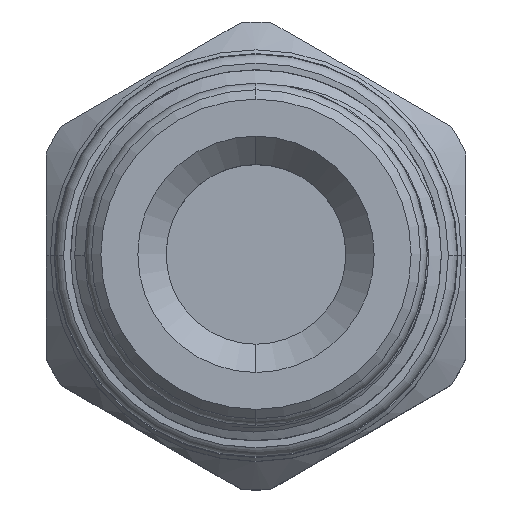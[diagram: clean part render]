
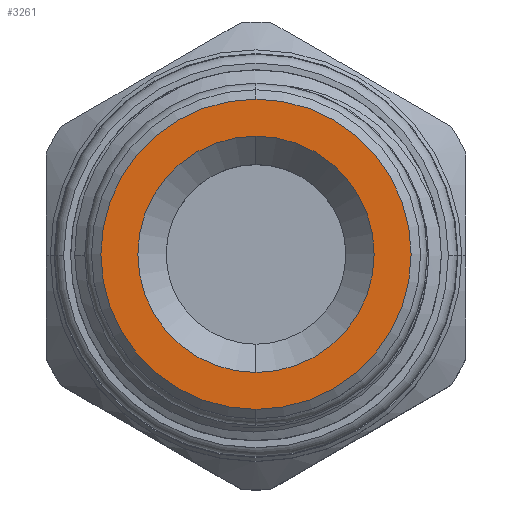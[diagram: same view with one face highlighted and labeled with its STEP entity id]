
A CAD part, top view. The second image highlights one B-rep face of the part: STEP entity #3261.
In plain terms, the highlighted planar face has unit normal (0, 0, 1).
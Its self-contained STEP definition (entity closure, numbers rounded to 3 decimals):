
#66 = AXIS2_PLACEMENT_3D ( 'NONE', #7027, #15997, #7083 ) ;
#84 = CARTESIAN_POINT ( 'NONE',  ( 0., 6.265, 45.202 ) ) ;
#509 = CIRCLE ( 'NONE', #6837, 8.225 ) ;
#548 = CARTESIAN_POINT ( 'NONE',  ( 0., -8.225, 45.202 ) ) ;
#657 = DIRECTION ( 'NONE',  ( 0., 0., 1. ) ) ;
#720 = CARTESIAN_POINT ( 'NONE',  ( 0., 0., 45.202 ) ) ;
#765 = FACE_OUTER_BOUND ( 'NONE', #3159, .T. ) ;
#969 = VERTEX_POINT ( 'NONE', #8903 ) ;
#1540 = ORIENTED_EDGE ( 'NONE', *, *, #1568, .F. ) ;
#1568 = EDGE_CURVE ( 'NONE', #3020, #969, #7832, .T. ) ;
#1576 = CARTESIAN_POINT ( 'NONE',  ( 0., 0., 45.202 ) ) ;
#1796 = DIRECTION ( 'NONE',  ( 0., -1., 0. ) ) ;
#3020 = VERTEX_POINT ( 'NONE', #84 ) ;
#3159 = EDGE_LOOP ( 'NONE', ( #6215, #13397 ) ) ;
#3261 = ADVANCED_FACE ( 'NONE', ( #765, #6216 ), #4280, .F. ) ;
#4280 = PLANE ( 'NONE',  #14773 ) ;
#6166 = VERTEX_POINT ( 'NONE', #11899 ) ;
#6215 = ORIENTED_EDGE ( 'NONE', *, *, #9735, .T. ) ;
#6216 = FACE_BOUND ( 'NONE', #14040, .T. ) ;
#6837 = AXIS2_PLACEMENT_3D ( 'NONE', #1576, #13282, #1796 ) ;
#6859 = CARTESIAN_POINT ( 'NONE',  ( 0., 0., 45.202 ) ) ;
#7027 = CARTESIAN_POINT ( 'NONE',  ( 0., 0., 45.202 ) ) ;
#7083 = DIRECTION ( 'NONE',  ( 0., 1., 0. ) ) ;
#7086 = VERTEX_POINT ( 'NONE', #548 ) ;
#7366 = CARTESIAN_POINT ( 'NONE',  ( 0., 0., 45.202 ) ) ;
#7832 = CIRCLE ( 'NONE', #10210, 6.265 ) ;
#7842 = AXIS2_PLACEMENT_3D ( 'NONE', #7366, #12392, #11213 ) ;
#8490 = CIRCLE ( 'NONE', #7842, 8.225 ) ;
#8903 = CARTESIAN_POINT ( 'NONE',  ( 0., -6.265, 45.202 ) ) ;
#9355 = DIRECTION ( 'NONE',  ( 0., -1., 0. ) ) ;
#9735 = EDGE_CURVE ( 'NONE', #7086, #6166, #509, .T. ) ;
#10106 = CIRCLE ( 'NONE', #66, 6.265 ) ;
#10210 = AXIS2_PLACEMENT_3D ( 'NONE', #720, #657, #14822 ) ;
#10658 = DIRECTION ( 'NONE',  ( 0., 0., -1. ) ) ;
#11213 = DIRECTION ( 'NONE',  ( 0., -1., 0. ) ) ;
#11899 = CARTESIAN_POINT ( 'NONE',  ( 0., 8.225, 45.202 ) ) ;
#12392 = DIRECTION ( 'NONE',  ( 0., 0., 1. ) ) ;
#13282 = DIRECTION ( 'NONE',  ( 0., 0., 1. ) ) ;
#13397 = ORIENTED_EDGE ( 'NONE', *, *, #14982, .T. ) ;
#14040 = EDGE_LOOP ( 'NONE', ( #1540, #14276 ) ) ;
#14276 = ORIENTED_EDGE ( 'NONE', *, *, #15557, .F. ) ;
#14773 = AXIS2_PLACEMENT_3D ( 'NONE', #6859, #10658, #9355 ) ;
#14822 = DIRECTION ( 'NONE',  ( 0., 1., 0. ) ) ;
#14982 = EDGE_CURVE ( 'NONE', #6166, #7086, #8490, .T. ) ;
#15557 = EDGE_CURVE ( 'NONE', #969, #3020, #10106, .T. ) ;
#15997 = DIRECTION ( 'NONE',  ( 0., 0., 1. ) ) ;
